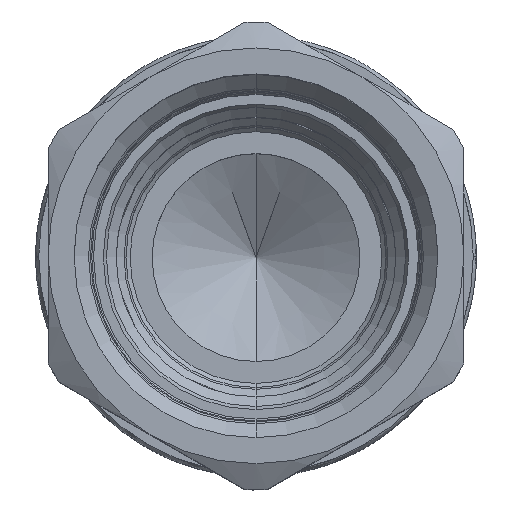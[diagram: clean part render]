
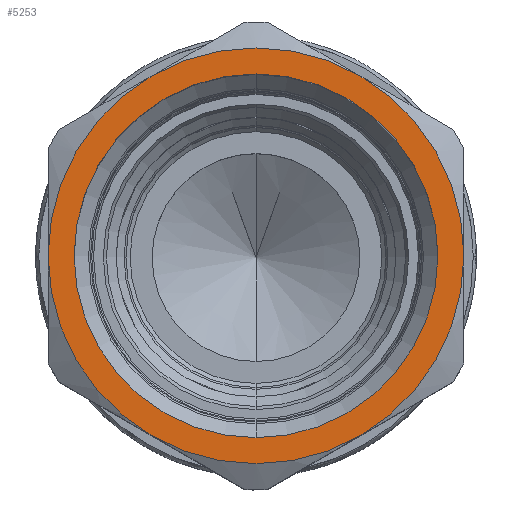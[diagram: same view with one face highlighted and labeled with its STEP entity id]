
A CAD part, top view. The second image highlights one B-rep face of the part: STEP entity #5253.
In plain terms, the highlighted planar face has unit normal (0, 0, 1).
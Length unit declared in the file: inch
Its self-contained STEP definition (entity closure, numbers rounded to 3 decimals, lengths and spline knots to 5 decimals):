
#1511=CARTESIAN_POINT('',(0.,0.,3.156));
#1512=DIRECTION('',(0.,0.,1.));
#1513=DIRECTION('',(-1.,0.,0.));
#1514=AXIS2_PLACEMENT_3D('',#1511,#1512,#1513);
#1516=CARTESIAN_POINT('',(0.,0.,3.156));
#1517=DIRECTION('',(0.,0.,1.));
#1518=DIRECTION('',(-0.5,0.866,0.));
#1519=AXIS2_PLACEMENT_3D('',#1516,#1517,#1518);
#1521=CARTESIAN_POINT('',(0.,0.,3.156));
#1522=DIRECTION('',(0.,0.,1.));
#1523=DIRECTION('',(1.,0.,0.));
#1524=AXIS2_PLACEMENT_3D('',#1521,#1522,#1523);
#1526=CARTESIAN_POINT('',(0.,0.,3.156));
#1527=DIRECTION('',(0.,0.,1.));
#1528=DIRECTION('',(0.5,-0.866,0.));
#1529=AXIS2_PLACEMENT_3D('',#1526,#1527,#1528);
#1531=CARTESIAN_POINT('',(0.,0.,3.156));
#1532=DIRECTION('',(0.,0.,-1.));
#1533=DIRECTION('',(0.,1.,0.));
#1534=AXIS2_PLACEMENT_3D('',#1531,#1532,#1533);
#1536=CARTESIAN_POINT('',(0.,0.,3.156));
#1537=DIRECTION('',(0.,0.,-1.));
#1538=DIRECTION('',(0.,-1.,0.));
#1539=AXIS2_PLACEMENT_3D('',#1536,#1537,#1538);
#1541=CARTESIAN_POINT('',(0.,0.,3.156));
#1542=DIRECTION('',(0.,0.,1.));
#1543=DIRECTION('',(-0.5,-0.866,0.));
#1544=AXIS2_PLACEMENT_3D('',#1541,#1542,#1543);
#1702=CARTESIAN_POINT('',(0.,0.,3.156));
#1703=DIRECTION('',(0.,0.,1.));
#1704=DIRECTION('',(0.5,0.866,0.));
#1705=AXIS2_PLACEMENT_3D('',#1702,#1703,#1704);
#3709=CARTESIAN_POINT('',(0.5,-0.86603,3.156));
#3710=CARTESIAN_POINT('',(1.,0.,3.156));
#3711=VERTEX_POINT('',#3709);
#3712=VERTEX_POINT('',#3710);
#3713=CARTESIAN_POINT('',(0.5,0.86603,3.156));
#3714=VERTEX_POINT('',#3713);
#3715=CARTESIAN_POINT('',(-0.5,0.86603,3.156));
#3716=CARTESIAN_POINT('',(-1.,0.,3.156));
#3717=VERTEX_POINT('',#3715);
#3718=VERTEX_POINT('',#3716);
#3719=CARTESIAN_POINT('',(-0.5,-0.86603,3.156));
#3720=VERTEX_POINT('',#3719);
#3839=CARTESIAN_POINT('',(0.,0.875,3.156));
#3840=CARTESIAN_POINT('',(0.,-0.875,3.156));
#3841=VERTEX_POINT('',#3839);
#3842=VERTEX_POINT('',#3840);
#5229=CARTESIAN_POINT('',(0.,0.,3.156));
#5230=DIRECTION('',(0.,0.,1.));
#5231=DIRECTION('',(0.,1.,0.));
#5232=AXIS2_PLACEMENT_3D('',#5229,#5230,#5231);
#5233=PLANE('',#5232);
#5235=ORIENTED_EDGE('',*,*,#5234,.F.);
#5237=ORIENTED_EDGE('',*,*,#5236,.F.);
#5239=ORIENTED_EDGE('',*,*,#5238,.F.);
#5241=ORIENTED_EDGE('',*,*,#5240,.F.);
#5243=ORIENTED_EDGE('',*,*,#5242,.F.);
#5245=ORIENTED_EDGE('',*,*,#5244,.F.);
#5246=EDGE_LOOP('',(#5235,#5237,#5239,#5241,#5243,#5245));
#5247=FACE_OUTER_BOUND('',#5246,.F.);
#5248=ORIENTED_EDGE('',*,*,#5219,.F.);
#5250=ORIENTED_EDGE('',*,*,#5249,.F.);
#5251=EDGE_LOOP('',(#5248,#5250));
#5252=FACE_BOUND('',#5251,.F.);
#5253=ADVANCED_FACE('',(#5247,#5252),#5233,.T.);
#1515=CIRCLE('',#1514,1.);
#1520=CIRCLE('',#1519,1.);
#1525=CIRCLE('',#1524,1.);
#1530=CIRCLE('',#1529,1.);
#1535=CIRCLE('',#1534,0.875);
#1540=CIRCLE('',#1539,0.875);
#1545=CIRCLE('',#1544,1.);
#1706=CIRCLE('',#1705,1.);
#5219=EDGE_CURVE('',#3841,#3842,#1535,.T.);
#5234=EDGE_CURVE('',#3720,#3711,#1545,.T.);
#5236=EDGE_CURVE('',#3718,#3720,#1515,.T.);
#5238=EDGE_CURVE('',#3717,#3718,#1520,.T.);
#5240=EDGE_CURVE('',#3714,#3717,#1706,.T.);
#5242=EDGE_CURVE('',#3712,#3714,#1525,.T.);
#5244=EDGE_CURVE('',#3711,#3712,#1530,.T.);
#5249=EDGE_CURVE('',#3842,#3841,#1540,.T.);
